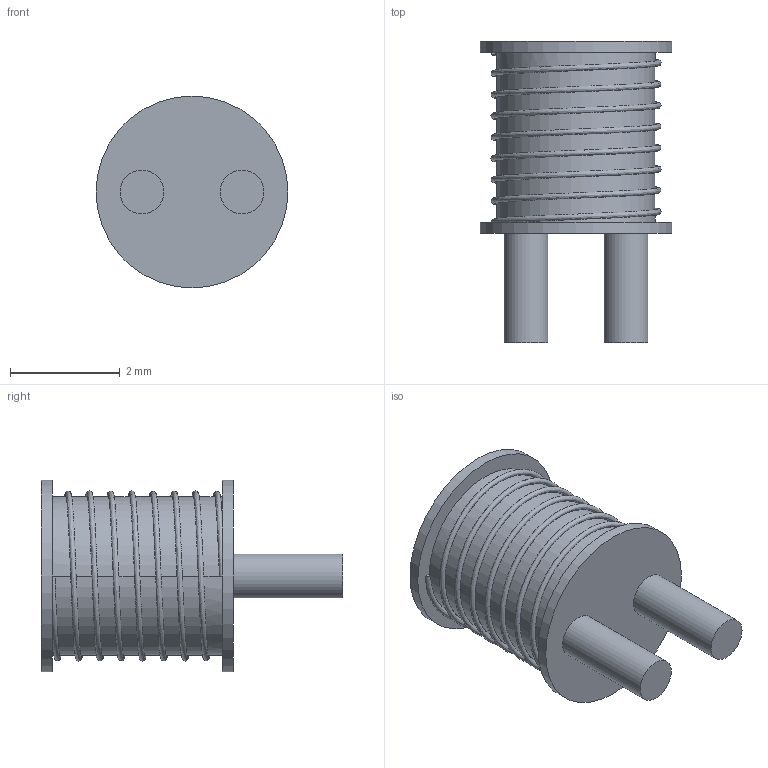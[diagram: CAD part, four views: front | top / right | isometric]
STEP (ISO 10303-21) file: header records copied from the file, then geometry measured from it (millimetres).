
FILE_DESCRIPTION(/* description */ (''),/* implementation_level */ '2;1');
FILE_NAME(/* name */ '11.stp',/* time_stamp */ '2023-12-16T16:50:45+02:00',/* author */ ('Shado'),/* organization */ (''),/* preprocessor_version */ 'ST-DEVELOPER v19.2',/* originating_system */ 'Autodesk Inventor 2024',/* authorisation */ '');
FILE_SCHEMA (('AUTOMOTIVE_DESIGN { 1 0 10303 214 3 1 1 }'));
Length unit declared in the file: millimetre
Products named in the file (1): 11
Bounding box: 3.5 x 5.5 x 3.5 mm (x, y, z)
Volume: 26.9 mm3; surface area: 91.2 mm2
Topology: 1 solids, 1 shells, 22 faces, 44 edges, 20 vertices
Faces by surface type: cylinder 13, plane 8, bspline 1
Full cylindrical faces by diameter (mm): 0.8 x2, 2.9 x9, 3.5 x2
Entity records: 1434 total; most frequent: CARTESIAN_POINT 956, ORIENTED_EDGE 88, DIRECTION 82, EDGE_CURVE 44, AXIS2_PLACEMENT_3D 34, EDGE_LOOP 26, FACE_OUTER_BOUND 22, ADVANCED_FACE 22
